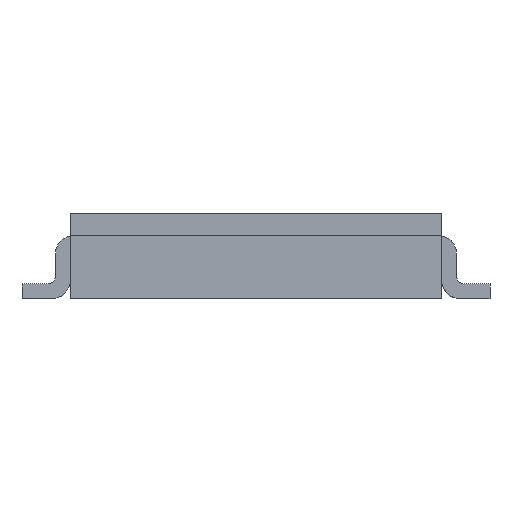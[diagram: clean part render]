
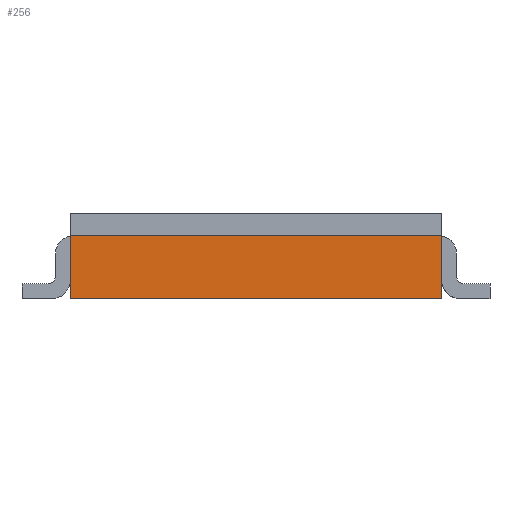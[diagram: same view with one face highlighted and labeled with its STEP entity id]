
A CAD part, left-side view. The second image highlights one B-rep face of the part: STEP entity #256.
In plain terms, the highlighted planar face has unit normal (-1, 0, 0).
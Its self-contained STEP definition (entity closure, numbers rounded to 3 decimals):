
#256 = ADVANCED_FACE( '', ( #586 ), #587, .T. );
#586 = FACE_OUTER_BOUND( '', #1021, .T. );
#587 = PLANE( '', #1022 );
#1021 = EDGE_LOOP( '', ( #1573, #1574, #1575, #1576 ) );
#1022 = AXIS2_PLACEMENT_3D( '', #1577, #1578, #1579 );
#1573 = ORIENTED_EDGE( '', *, *, #2998, .F. );
#1574 = ORIENTED_EDGE( '', *, *, #2999, .F. );
#1575 = ORIENTED_EDGE( '', *, *, #3000, .T. );
#1576 = ORIENTED_EDGE( '', *, *, #2943, .T. );
#1577 = CARTESIAN_POINT( '', ( -5.25, 5., -1.7 ) );
#1578 = DIRECTION( '', ( -1., 0., 0. ) );
#1579 = DIRECTION( '', ( 0., 0., 1. ) );
#2943 = EDGE_CURVE( '', #3487, #3484, #3488, .T. );
#2998 = EDGE_CURVE( '', #3578, #3484, #3579, .T. );
#2999 = EDGE_CURVE( '', #3580, #3578, #3581, .T. );
#3000 = EDGE_CURVE( '', #3580, #3487, #3582, .T. );
#3484 = VERTEX_POINT( '', #4272 );
#3487 = VERTEX_POINT( '', #4276 );
#3488 = LINE( '', #4277, #4278 );
#3578 = VERTEX_POINT( '', #4406 );
#3579 = LINE( '', #4407, #4408 );
#3580 = VERTEX_POINT( '', #4409 );
#3581 = LINE( '', #4410, #4411 );
#3582 = LINE( '', #4412, #4413 );
#4272 = CARTESIAN_POINT( '', ( -5.25, -5., 0. ) );
#4276 = CARTESIAN_POINT( '', ( -5.25, -5., -1.7 ) );
#4277 = CARTESIAN_POINT( '', ( -5.25, -5., -1.7 ) );
#4278 = VECTOR( '', #5776, 1000. );
#4406 = CARTESIAN_POINT( '', ( -5.25, 5., 0. ) );
#4407 = CARTESIAN_POINT( '', ( -5.25, 5., 0. ) );
#4408 = VECTOR( '', #5824, 1000. );
#4409 = CARTESIAN_POINT( '', ( -5.25, 5., -1.7 ) );
#4410 = CARTESIAN_POINT( '', ( -5.25, 5., -1.7 ) );
#4411 = VECTOR( '', #5825, 1000. );
#4412 = CARTESIAN_POINT( '', ( -5.25, 5., -1.7 ) );
#4413 = VECTOR( '', #5826, 1000. );
#5776 = DIRECTION( '', ( 0., 0., 1. ) );
#5824 = DIRECTION( '', ( 0., -1., 0. ) );
#5825 = DIRECTION( '', ( 0., 0., 1. ) );
#5826 = DIRECTION( '', ( 0., -1., 0. ) );
